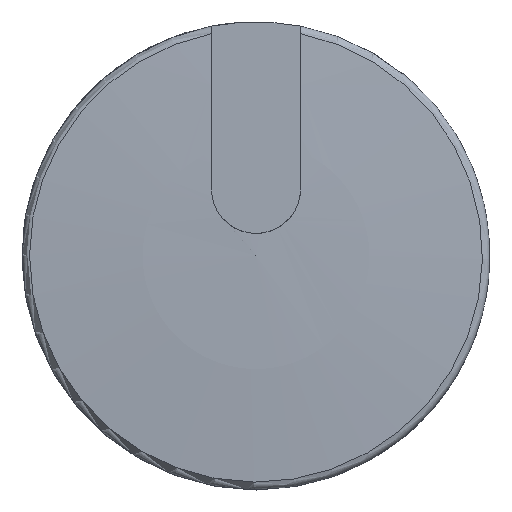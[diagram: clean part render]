
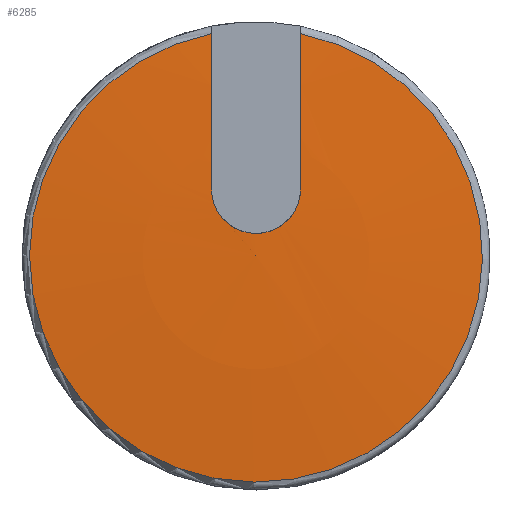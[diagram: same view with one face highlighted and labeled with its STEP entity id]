
A CAD part, top view. The second image highlights one B-rep face of the part: STEP entity #6285.
In plain terms, the highlighted spherical face has radius 200 mm.
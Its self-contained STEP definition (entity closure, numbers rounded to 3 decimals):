
#18=SPHERICAL_SURFACE('',#7085,200.);
#82=B_SPLINE_CURVE_WITH_KNOTS('',3,(#10944,#10945,#10946,#10947,#10948,
#10949,#10950),.UNSPECIFIED.,.F.,.F.,(4,1,1,1,4),(0.,0.002,
0.004,0.007,0.009),
 .UNSPECIFIED.);
#2792=ORIENTED_EDGE('',*,*,#3824,.F.);
#2793=ORIENTED_EDGE('',*,*,#3825,.F.);
#2794=ORIENTED_EDGE('',*,*,#3826,.F.);
#2795=ORIENTED_EDGE('',*,*,#3827,.F.);
#3824=EDGE_CURVE('',#4462,#4463,#4848,.F.);
#3825=EDGE_CURVE('',#4464,#4462,#4849,.T.);
#3826=EDGE_CURVE('',#4465,#4464,#4850,.F.);
#3827=EDGE_CURVE('',#4463,#4465,#82,.T.);
#4462=VERTEX_POINT('',#10938);
#4463=VERTEX_POINT('',#10939);
#4464=VERTEX_POINT('',#10941);
#4465=VERTEX_POINT('',#10943);
#4848=CIRCLE('',#7086,199.98);
#4849=CIRCLE('',#7087,14.236);
#4850=CIRCLE('',#7088,199.98);
#5298=EDGE_LOOP('',(#2792,#2793,#2794,#2795));
#5771=FACE_BOUND('',#5298,.T.);
#6285=ADVANCED_FACE('',(#5771),#18,.T.);
#7085=AXIS2_PLACEMENT_3D('',#10936,#8894,#8895);
#7086=AXIS2_PLACEMENT_3D('',#10937,#8896,#8897);
#7087=AXIS2_PLACEMENT_3D('',#10940,#8898,#8899);
#7088=AXIS2_PLACEMENT_3D('',#10942,#8900,#8901);
#8894=DIRECTION('',(0.,0.,-1.));
#8895=DIRECTION('',(0.,1.,0.));
#8896=DIRECTION('',(0.,1.,0.));
#8897=DIRECTION('',(0.,0.,1.));
#8898=DIRECTION('',(0.,0.,-1.));
#8899=DIRECTION('',(-1.,0.,0.));
#8900=DIRECTION('',(0.,-1.,0.));
#8901=DIRECTION('',(0.,0.,-1.));
#10936=CARTESIAN_POINT('',(0.,0.,-197.5));
#10937=CARTESIAN_POINT('',(0.,2.8,-197.5));
#10938=CARTESIAN_POINT('',(13.958,2.8,1.993));
#10939=CARTESIAN_POINT('',(4.2,2.8,2.436));
#10940=CARTESIAN_POINT('',(0.,0.,1.993));
#10941=CARTESIAN_POINT('',(13.958,-2.8,1.993));
#10942=CARTESIAN_POINT('',(0.,-2.8,-197.5));
#10943=CARTESIAN_POINT('',(4.2,-2.8,2.436));
#10944=CARTESIAN_POINT('',(4.2,2.8,2.436));
#10945=CARTESIAN_POINT('',(3.46,2.8,2.452));
#10946=CARTESIAN_POINT('',(2.01,2.194,2.482));
#10947=CARTESIAN_POINT('',(1.096,0.003,2.501));
#10948=CARTESIAN_POINT('',(2.008,-2.193,2.482));
#10949=CARTESIAN_POINT('',(3.46,-2.8,2.452));
#10950=CARTESIAN_POINT('',(4.2,-2.8,2.436));
